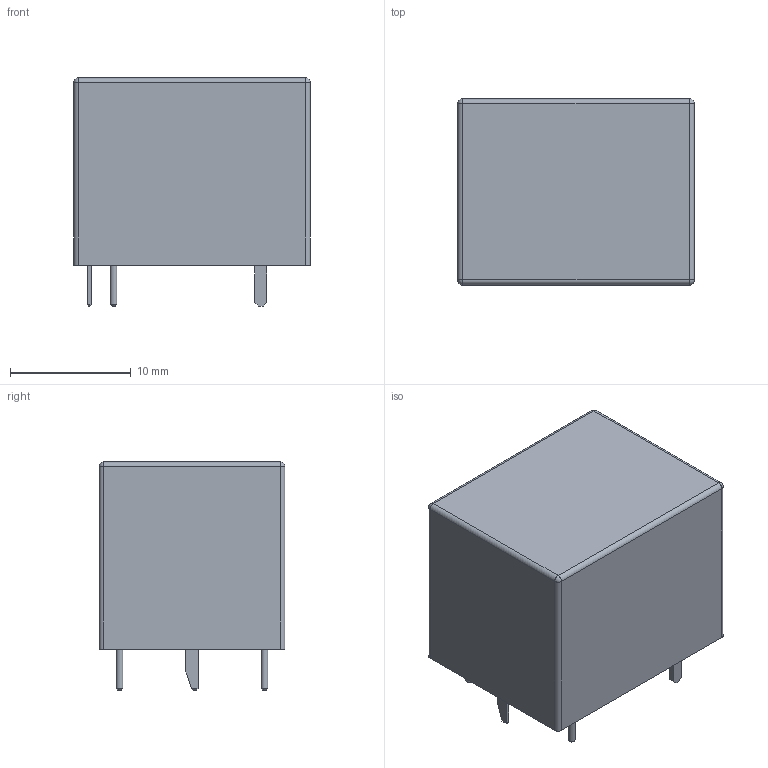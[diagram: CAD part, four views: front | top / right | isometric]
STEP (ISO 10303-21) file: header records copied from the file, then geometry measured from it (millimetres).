
FILE_DESCRIPTION(('FreeCAD Model'),'2;1');
FILE_NAME('Relay_SPDT_SANYOU_SRD_Series_Form_C.step', '2019-05-09T23:45:01',('kicad StepUp'),('ksu MCAD'), 'Open CASCADE STEP processor 7.3','FreeCAD','Unknown');
FILE_SCHEMA(('AUTOMOTIVE_DESIGN { 1 0 10303 214 1 1 1 1 }'));
Length unit declared in the file: millimetre
Products named in the file (1): Relay_SPDT_SANYOU_SRD_Series_Form_C
Bounding box: 19.6 x 15.4 x 18.9 mm (x, y, z)
Volume: 4651.9 mm3; surface area: 1711.3 mm2
Topology: 1 solids, 1 shells, 53 faces, 123 edges, 74 vertices
Faces by surface type: plane 37, cylinder 10, sphere 4, cone 2
Full cylindrical faces by diameter (mm): 0.55 x2
Entity records: 1832 total; most frequent: DIRECTION 249, CARTESIAN_POINT 247, ORIENTED_EDGE 238, EDGE_CURVE 119, LINE 97, VECTOR 97, AXIS2_PLACEMENT_3D 76, VERTEX_POINT 74
